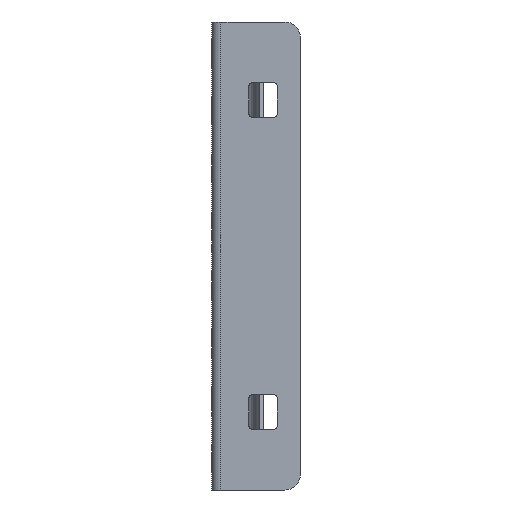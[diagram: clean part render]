
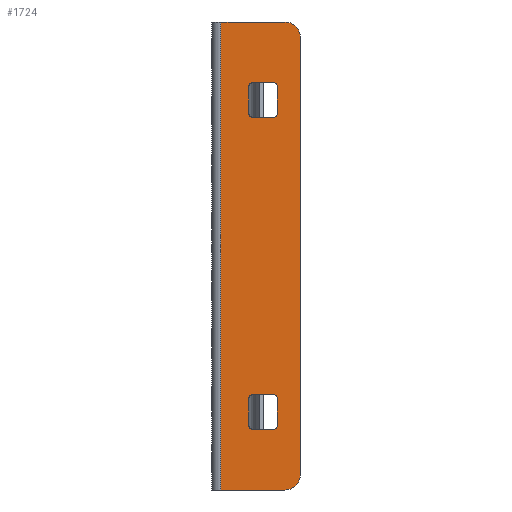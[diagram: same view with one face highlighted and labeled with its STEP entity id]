
A CAD part, left-side view. The second image highlights one B-rep face of the part: STEP entity #1724.
In plain terms, the highlighted planar face has unit normal (-1, 0, 0).
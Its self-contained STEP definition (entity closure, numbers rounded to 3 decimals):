
#1=DIRECTION('',(0.,0.,-1.));
#2=VECTOR('',#1,150.);
#3=CARTESIAN_POINT('',(-70.107,-0.298,75.));
#4=LINE('',#3,#2);
#5=CARTESIAN_POINT('',(-70.107,-20.798,70.));
#6=DIRECTION('',(-1.,0.,0.));
#7=DIRECTION('',(0.,-1.,0.));
#8=AXIS2_PLACEMENT_3D('',#5,#6,#7);
#10=CARTESIAN_POINT('',(-70.107,-20.798,-70.));
#11=DIRECTION('',(-1.,0.,0.));
#12=DIRECTION('',(0.,0.,-1.));
#13=AXIS2_PLACEMENT_3D('',#10,#11,#12);
#15=CARTESIAN_POINT('',(-70.107,-17.298,-54.5));
#16=DIRECTION('',(1.,0.,0.));
#17=DIRECTION('',(0.,-1.,0.));
#18=AXIS2_PLACEMENT_3D('',#15,#16,#17);
#20=CARTESIAN_POINT('',(-70.107,-17.298,-45.5));
#21=DIRECTION('',(1.,0.,0.));
#22=DIRECTION('',(0.,0.,1.));
#23=AXIS2_PLACEMENT_3D('',#20,#21,#22);
#25=CARTESIAN_POINT('',(-70.107,-10.298,-45.5));
#26=DIRECTION('',(1.,0.,0.));
#27=DIRECTION('',(0.,1.,0.));
#28=AXIS2_PLACEMENT_3D('',#25,#26,#27);
#30=CARTESIAN_POINT('',(-70.107,-10.298,-54.5));
#31=DIRECTION('',(1.,0.,0.));
#32=DIRECTION('',(0.,0.,-1.));
#33=AXIS2_PLACEMENT_3D('',#30,#31,#32);
#35=CARTESIAN_POINT('',(-70.107,-10.298,54.5));
#36=DIRECTION('',(1.,0.,0.));
#37=DIRECTION('',(0.,1.,0.));
#38=AXIS2_PLACEMENT_3D('',#35,#36,#37);
#40=CARTESIAN_POINT('',(-70.107,-10.298,45.5));
#41=DIRECTION('',(1.,0.,0.));
#42=DIRECTION('',(0.,0.,-1.));
#43=AXIS2_PLACEMENT_3D('',#40,#41,#42);
#45=CARTESIAN_POINT('',(-70.107,-17.298,45.5));
#46=DIRECTION('',(1.,0.,0.));
#47=DIRECTION('',(0.,-1.,0.));
#48=AXIS2_PLACEMENT_3D('',#45,#46,#47);
#50=CARTESIAN_POINT('',(-70.107,-17.298,54.5));
#51=DIRECTION('',(1.,0.,0.));
#52=DIRECTION('',(0.,0.,1.));
#53=AXIS2_PLACEMENT_3D('',#50,#51,#52);
#295=DIRECTION('',(0.,1.,0.));
#296=VECTOR('',#295,20.5);
#297=CARTESIAN_POINT('',(-70.107,-20.798,-75.));
#298=LINE('',#297,#296);
#311=DIRECTION('',(0.,0.,1.));
#312=VECTOR('',#311,140.);
#313=CARTESIAN_POINT('',(-70.107,-25.798,-70.));
#314=LINE('',#313,#312);
#335=DIRECTION('',(0.,1.,0.));
#336=VECTOR('',#335,20.5);
#337=CARTESIAN_POINT('',(-70.107,-20.798,75.));
#338=LINE('',#337,#336);
#645=DIRECTION('',(0.,1.,0.));
#646=VECTOR('',#645,7.);
#647=CARTESIAN_POINT('',(-70.107,-17.298,-55.5));
#648=LINE('',#647,#646);
#661=DIRECTION('',(0.,0.,1.));
#662=VECTOR('',#661,9.);
#663=CARTESIAN_POINT('',(-70.107,-9.298,-54.5));
#664=LINE('',#663,#662);
#677=DIRECTION('',(0.,-1.,0.));
#678=VECTOR('',#677,7.);
#679=CARTESIAN_POINT('',(-70.107,-10.298,-44.5));
#680=LINE('',#679,#678);
#693=DIRECTION('',(0.,0.,-1.));
#694=VECTOR('',#693,9.);
#695=CARTESIAN_POINT('',(-70.107,-18.298,-45.5));
#696=LINE('',#695,#694);
#709=DIRECTION('',(0.,-1.,0.));
#710=VECTOR('',#709,7.);
#711=CARTESIAN_POINT('',(-70.107,-10.298,55.5));
#712=LINE('',#711,#710);
#725=DIRECTION('',(0.,0.,-1.));
#726=VECTOR('',#725,9.);
#727=CARTESIAN_POINT('',(-70.107,-18.298,54.5));
#728=LINE('',#727,#726);
#741=DIRECTION('',(0.,1.,0.));
#742=VECTOR('',#741,7.);
#743=CARTESIAN_POINT('',(-70.107,-17.298,44.5));
#744=LINE('',#743,#742);
#757=DIRECTION('',(0.,0.,1.));
#758=VECTOR('',#757,9.);
#759=CARTESIAN_POINT('',(-70.107,-9.298,45.5));
#760=LINE('',#759,#758);
#1289=CARTESIAN_POINT('',(-70.107,-25.798,70.));
#1290=CARTESIAN_POINT('',(-70.107,-20.798,75.));
#1291=VERTEX_POINT('',#1289);
#1292=VERTEX_POINT('',#1290);
#1293=CARTESIAN_POINT('',(-70.107,-25.798,-70.));
#1294=VERTEX_POINT('',#1293);
#1295=CARTESIAN_POINT('',(-70.107,-20.798,-75.));
#1296=VERTEX_POINT('',#1295);
#1425=CARTESIAN_POINT('',(-70.107,-17.298,-55.5));
#1426=CARTESIAN_POINT('',(-70.107,-10.298,-55.5));
#1427=VERTEX_POINT('',#1425);
#1428=VERTEX_POINT('',#1426);
#1429=CARTESIAN_POINT('',(-70.107,-18.298,-54.5));
#1430=VERTEX_POINT('',#1429);
#1431=CARTESIAN_POINT('',(-70.107,-18.298,-45.5));
#1432=VERTEX_POINT('',#1431);
#1433=CARTESIAN_POINT('',(-70.107,-17.298,-44.5));
#1434=VERTEX_POINT('',#1433);
#1435=CARTESIAN_POINT('',(-70.107,-10.298,-44.5));
#1436=VERTEX_POINT('',#1435);
#1437=CARTESIAN_POINT('',(-70.107,-9.298,-45.5));
#1438=VERTEX_POINT('',#1437);
#1439=CARTESIAN_POINT('',(-70.107,-9.298,-54.5));
#1440=VERTEX_POINT('',#1439);
#1441=CARTESIAN_POINT('',(-70.107,-10.298,55.5));
#1442=CARTESIAN_POINT('',(-70.107,-17.298,55.5));
#1443=VERTEX_POINT('',#1441);
#1444=VERTEX_POINT('',#1442);
#1445=CARTESIAN_POINT('',(-70.107,-9.298,54.5));
#1446=VERTEX_POINT('',#1445);
#1447=CARTESIAN_POINT('',(-70.107,-9.298,45.5));
#1448=VERTEX_POINT('',#1447);
#1449=CARTESIAN_POINT('',(-70.107,-10.298,44.5));
#1450=VERTEX_POINT('',#1449);
#1451=CARTESIAN_POINT('',(-70.107,-17.298,44.5));
#1452=VERTEX_POINT('',#1451);
#1453=CARTESIAN_POINT('',(-70.107,-18.298,45.5));
#1454=VERTEX_POINT('',#1453);
#1455=CARTESIAN_POINT('',(-70.107,-18.298,54.5));
#1456=VERTEX_POINT('',#1455);
#1629=CARTESIAN_POINT('',(-70.107,-0.298,75.));
#1630=VERTEX_POINT('',#1629);
#1631=CARTESIAN_POINT('',(-70.107,-0.298,-75.));
#1632=VERTEX_POINT('',#1631);
#1669=CARTESIAN_POINT('',(-70.107,19.725,0.));
#1670=DIRECTION('',(1.,0.,0.));
#1671=DIRECTION('',(0.,-1.,0.));
#1672=AXIS2_PLACEMENT_3D('',#1669,#1670,#1671);
#1673=PLANE('',#1672);
#1675=ORIENTED_EDGE('',*,*,#1674,.F.);
#1677=ORIENTED_EDGE('',*,*,#1676,.F.);
#1679=ORIENTED_EDGE('',*,*,#1678,.F.);
#1681=ORIENTED_EDGE('',*,*,#1680,.F.);
#1683=ORIENTED_EDGE('',*,*,#1682,.F.);
#1685=ORIENTED_EDGE('',*,*,#1684,.T.);
#1686=EDGE_LOOP('',(#1675,#1677,#1679,#1681,#1683,#1685));
#1687=FACE_OUTER_BOUND('',#1686,.F.);
#1689=ORIENTED_EDGE('',*,*,#1688,.F.);
#1691=ORIENTED_EDGE('',*,*,#1690,.F.);
#1693=ORIENTED_EDGE('',*,*,#1692,.F.);
#1695=ORIENTED_EDGE('',*,*,#1694,.F.);
#1697=ORIENTED_EDGE('',*,*,#1696,.F.);
#1699=ORIENTED_EDGE('',*,*,#1698,.F.);
#1701=ORIENTED_EDGE('',*,*,#1700,.F.);
#1703=ORIENTED_EDGE('',*,*,#1702,.F.);
#1704=EDGE_LOOP('',(#1689,#1691,#1693,#1695,#1697,#1699,#1701,#1703));
#1705=FACE_BOUND('',#1704,.F.);
#1707=ORIENTED_EDGE('',*,*,#1706,.F.);
#1709=ORIENTED_EDGE('',*,*,#1708,.F.);
#1711=ORIENTED_EDGE('',*,*,#1710,.F.);
#1713=ORIENTED_EDGE('',*,*,#1712,.F.);
#1715=ORIENTED_EDGE('',*,*,#1714,.F.);
#1717=ORIENTED_EDGE('',*,*,#1716,.F.);
#1719=ORIENTED_EDGE('',*,*,#1718,.F.);
#1721=ORIENTED_EDGE('',*,*,#1720,.F.);
#1722=EDGE_LOOP('',(#1707,#1709,#1711,#1713,#1715,#1717,#1719,#1721));
#1723=FACE_BOUND('',#1722,.F.);
#1724=ADVANCED_FACE('',(#1687,#1705,#1723),#1673,.F.);
#9=CIRCLE('',#8,5.);
#14=CIRCLE('',#13,5.);
#19=CIRCLE('',#18,1.);
#24=CIRCLE('',#23,1.);
#29=CIRCLE('',#28,1.);
#34=CIRCLE('',#33,1.);
#39=CIRCLE('',#38,1.);
#44=CIRCLE('',#43,1.);
#49=CIRCLE('',#48,1.);
#54=CIRCLE('',#53,1.);
#1674=EDGE_CURVE('',#1630,#1632,#4,.T.);
#1676=EDGE_CURVE('',#1292,#1630,#338,.T.);
#1678=EDGE_CURVE('',#1291,#1292,#9,.T.);
#1680=EDGE_CURVE('',#1294,#1291,#314,.T.);
#1682=EDGE_CURVE('',#1296,#1294,#14,.T.);
#1684=EDGE_CURVE('',#1296,#1632,#298,.T.);
#1688=EDGE_CURVE('',#1427,#1428,#648,.T.);
#1690=EDGE_CURVE('',#1430,#1427,#19,.T.);
#1692=EDGE_CURVE('',#1432,#1430,#696,.T.);
#1694=EDGE_CURVE('',#1434,#1432,#24,.T.);
#1696=EDGE_CURVE('',#1436,#1434,#680,.T.);
#1698=EDGE_CURVE('',#1438,#1436,#29,.T.);
#1700=EDGE_CURVE('',#1440,#1438,#664,.T.);
#1702=EDGE_CURVE('',#1428,#1440,#34,.T.);
#1706=EDGE_CURVE('',#1443,#1444,#712,.T.);
#1708=EDGE_CURVE('',#1446,#1443,#39,.T.);
#1710=EDGE_CURVE('',#1448,#1446,#760,.T.);
#1712=EDGE_CURVE('',#1450,#1448,#44,.T.);
#1714=EDGE_CURVE('',#1452,#1450,#744,.T.);
#1716=EDGE_CURVE('',#1454,#1452,#49,.T.);
#1718=EDGE_CURVE('',#1456,#1454,#728,.T.);
#1720=EDGE_CURVE('',#1444,#1456,#54,.T.);
